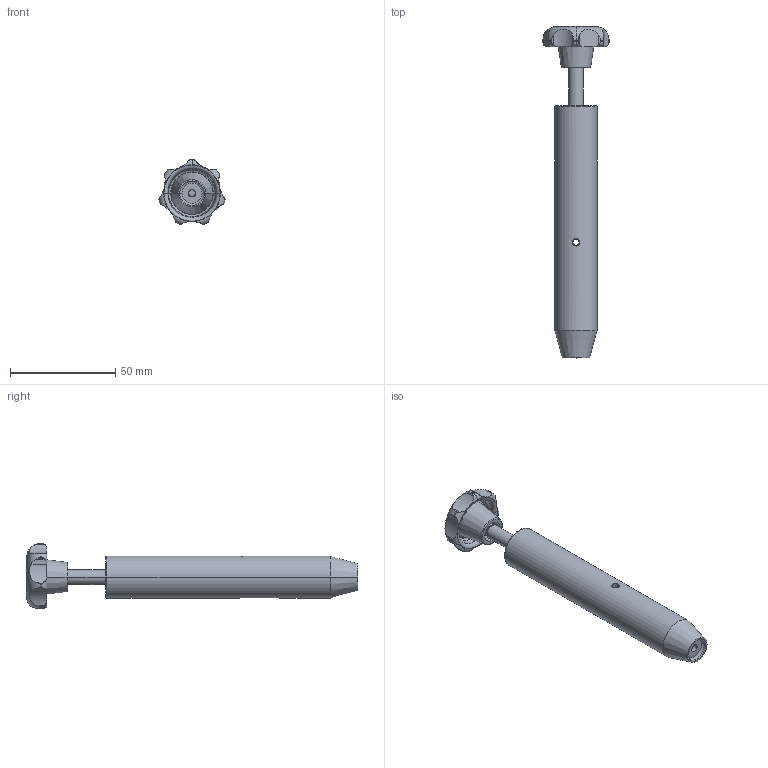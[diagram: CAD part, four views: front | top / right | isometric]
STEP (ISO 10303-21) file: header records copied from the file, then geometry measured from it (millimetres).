
FILE_DESCRIPTION (( 'STEP AP214' ), '1' );
FILE_NAME ('6178529.stp', '2022-09-15T11:52:39', ( '' ), ( '' ), 'SwSTEP 2.0', 'SolidWorks 2020', '' );
FILE_SCHEMA (( 'AUTOMOTIVE_DESIGN' ));
Length unit declared in the file: millimetre
Products named in the file (1): 6178529
Bounding box: 31.44 x 157.96 x 30.9 mm (x, y, z)
Volume: 40477.7 mm3; surface area: 16812.9 mm2
Topology: 3 solids, 3 shells, 130 faces, 303 edges, 184 vertices
Faces by surface type: cylinder 64, torus 34, cone 18, plane 12, sphere 2
Entity records: 9742 total; most frequent: CARTESIAN_POINT 6708, DIRECTION 620, ORIENTED_EDGE 606, EDGE_CURVE 303, AXIS2_PLACEMENT_3D 273, VERTEX_POINT 184, EDGE_LOOP 143, CIRCLE 142
